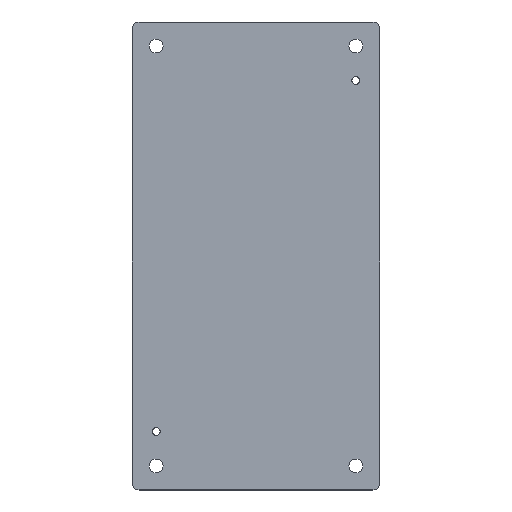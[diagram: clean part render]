
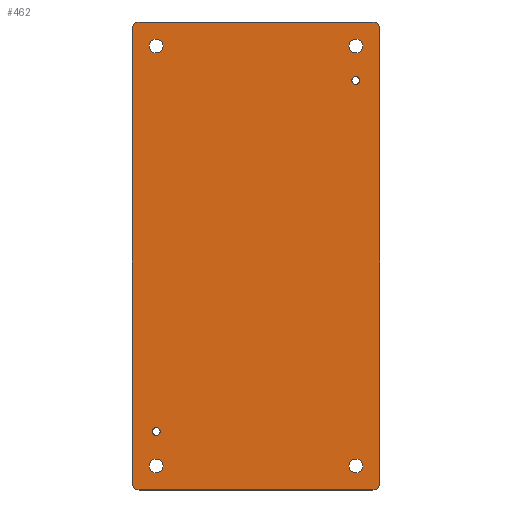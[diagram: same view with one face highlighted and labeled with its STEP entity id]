
A CAD part, top view. The second image highlights one B-rep face of the part: STEP entity #462.
In plain terms, the highlighted planar face has unit normal (0, 0, 1).
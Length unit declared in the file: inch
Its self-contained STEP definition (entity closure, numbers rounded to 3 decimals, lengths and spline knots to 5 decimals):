
#2 = DIRECTION ( 'NONE',  ( 1., 0., 0. ) ) ;
#10 = DIRECTION ( 'NONE',  ( 0., 0., -1. ) ) ;
#11 = VERTEX_POINT ( 'NONE', #488 ) ;
#13 = DIRECTION ( 'NONE',  ( 0., 0., -1. ) ) ;
#15 = DIRECTION ( 'NONE',  ( 0., 0., 1. ) ) ;
#19 = EDGE_CURVE ( 'NONE', #545, #545, #541, .T. ) ;
#28 = FACE_BOUND ( 'NONE', #293, .T. ) ;
#39 = CARTESIAN_POINT ( 'NONE',  ( -4.5, 8.25, 0. ) ) ;
#40 = CARTESIAN_POINT ( 'NONE',  ( -3.625, -6.375, 0. ) ) ;
#47 = AXIS2_PLACEMENT_3D ( 'NONE', #171, #263, #96 ) ;
#51 = CARTESIAN_POINT ( 'NONE',  ( -3.375, 7.625, 0. ) ) ;
#54 = CARTESIAN_POINT ( 'NONE',  ( 4.25, -8.25, 0. ) ) ;
#56 = CARTESIAN_POINT ( 'NONE',  ( -3.625, 7.625, 0. ) ) ;
#59 = DIRECTION ( 'NONE',  ( 1., 0., 0. ) ) ;
#61 = VERTEX_POINT ( 'NONE', #39 ) ;
#62 = VECTOR ( 'NONE', #370, 39.37008 ) ;
#71 = DIRECTION ( 'NONE',  ( 0., 0., -1. ) ) ;
#96 = DIRECTION ( 'NONE',  ( 1., 0., 0. ) ) ;
#99 = EDGE_LOOP ( 'NONE', ( #522 ) ) ;
#105 = VECTOR ( 'NONE', #479, 39.37008 ) ;
#111 = EDGE_CURVE ( 'NONE', #516, #161, #483, .T. ) ;
#112 = AXIS2_PLACEMENT_3D ( 'NONE', #231, #10, #330 ) ;
#113 = ORIENTED_EDGE ( 'NONE', *, *, #484, .T. ) ;
#136 = CARTESIAN_POINT ( 'NONE',  ( -3.375, -7.625, 0. ) ) ;
#139 = EDGE_CURVE ( 'NONE', #381, #508, #539, .T. ) ;
#140 = AXIS2_PLACEMENT_3D ( 'NONE', #583, #174, #579 ) ;
#145 = ORIENTED_EDGE ( 'NONE', *, *, #239, .T. ) ;
#150 = CARTESIAN_POINT ( 'NONE',  ( -4.5, 0., 0. ) ) ;
#152 = ORIENTED_EDGE ( 'NONE', *, *, #353, .T. ) ;
#154 = AXIS2_PLACEMENT_3D ( 'NONE', #182, #15, #59 ) ;
#155 = CARTESIAN_POINT ( 'NONE',  ( 3.875, -7.625, 0. ) ) ;
#158 = ORIENTED_EDGE ( 'NONE', *, *, #111, .T. ) ;
#160 = FACE_BOUND ( 'NONE', #369, .T. ) ;
#161 = VERTEX_POINT ( 'NONE', #301 ) ;
#164 = AXIS2_PLACEMENT_3D ( 'NONE', #40, #71, #486 ) ;
#167 = VERTEX_POINT ( 'NONE', #155 ) ;
#169 = VERTEX_POINT ( 'NONE', #582 ) ;
#171 = CARTESIAN_POINT ( 'NONE',  ( 3.625, -7.625, 0. ) ) ;
#172 = DIRECTION ( 'NONE',  ( 0., 0., -1. ) ) ;
#174 = DIRECTION ( 'NONE',  ( 0., 0., -1. ) ) ;
#179 = CARTESIAN_POINT ( 'NONE',  ( 3.7655, 6.375, 0. ) ) ;
#182 = CARTESIAN_POINT ( 'NONE',  ( 4.25, 8.25, 0. ) ) ;
#183 = ORIENTED_EDGE ( 'NONE', *, *, #238, .T. ) ;
#184 = CIRCLE ( 'NONE', #47, 0.25 ) ;
#187 = EDGE_CURVE ( 'NONE', #405, #405, #463, .T. ) ;
#194 = AXIS2_PLACEMENT_3D ( 'NONE', #339, #295, #398 ) ;
#198 = PLANE ( 'NONE',  #194 ) ;
#199 = ORIENTED_EDGE ( 'NONE', *, *, #216, .T. ) ;
#205 = AXIS2_PLACEMENT_3D ( 'NONE', #54, #275, #464 ) ;
#206 = CARTESIAN_POINT ( 'NONE',  ( 0., -8.5, 0. ) ) ;
#214 = CARTESIAN_POINT ( 'NONE',  ( -4.25, -8.5, 0. ) ) ;
#216 = EDGE_CURVE ( 'NONE', #506, #506, #574, .T. ) ;
#217 = FACE_BOUND ( 'NONE', #534, .T. ) ;
#223 = CARTESIAN_POINT ( 'NONE',  ( 4.5, 8.25, 0. ) ) ;
#224 = DIRECTION ( 'NONE',  ( 0., 0., 1. ) ) ;
#226 = EDGE_CURVE ( 'NONE', #11, #61, #373, .T. ) ;
#227 = DIRECTION ( 'NONE',  ( 1., 0., 0. ) ) ;
#229 = VECTOR ( 'NONE', #553, 39.37008 ) ;
#231 = CARTESIAN_POINT ( 'NONE',  ( 3.625, 6.375, 0. ) ) ;
#232 = LINE ( 'NONE', #316, #62 ) ;
#238 = EDGE_CURVE ( 'NONE', #161, #381, #513, .T. ) ;
#239 = EDGE_CURVE ( 'NONE', #508, #169, #341, .T. ) ;
#243 = VERTEX_POINT ( 'NONE', #413 ) ;
#263 = DIRECTION ( 'NONE',  ( 0., 0., -1. ) ) ;
#267 = AXIS2_PLACEMENT_3D ( 'NONE', #56, #13, #227 ) ;
#271 = CARTESIAN_POINT ( 'NONE',  ( -4.25, -8.25, 0. ) ) ;
#275 = DIRECTION ( 'NONE',  ( 0., 0., 1. ) ) ;
#281 = EDGE_CURVE ( 'NONE', #169, #11, #232, .T. ) ;
#283 = CARTESIAN_POINT ( 'NONE',  ( -4.25, 8.25, 0. ) ) ;
#286 = CIRCLE ( 'NONE', #450, 0.25 ) ;
#293 = EDGE_LOOP ( 'NONE', ( #335 ) ) ;
#295 = DIRECTION ( 'NONE',  ( 0., 0., 1. ) ) ;
#296 = ORIENTED_EDGE ( 'NONE', *, *, #281, .T. ) ;
#298 = CARTESIAN_POINT ( 'NONE',  ( 4.5, -8.25, 0. ) ) ;
#301 = CARTESIAN_POINT ( 'NONE',  ( 4.25, -8.5, 0. ) ) ;
#305 = VECTOR ( 'NONE', #2, 39.37008 ) ;
#306 = CARTESIAN_POINT ( 'NONE',  ( -3.48435, -6.375, 0. ) ) ;
#316 = CARTESIAN_POINT ( 'NONE',  ( 0., 8.5, 0. ) ) ;
#329 = EDGE_LOOP ( 'NONE', ( #152, #525, #158, #183, #568, #145, #296, #466 ) ) ;
#330 = DIRECTION ( 'NONE',  ( 1., 0., 0. ) ) ;
#335 = ORIENTED_EDGE ( 'NONE', *, *, #499, .T. ) ;
#337 = ORIENTED_EDGE ( 'NONE', *, *, #19, .T. ) ;
#339 = CARTESIAN_POINT ( 'NONE',  ( 0., 0., 0. ) ) ;
#341 = CIRCLE ( 'NONE', #154, 0.25 ) ;
#345 = EDGE_CURVE ( 'NONE', #243, #516, #286, .T. ) ;
#349 = FACE_BOUND ( 'NONE', #99, .T. ) ;
#353 = EDGE_CURVE ( 'NONE', #61, #243, #557, .T. ) ;
#365 = DIRECTION ( 'NONE',  ( 0., 0., 1. ) ) ;
#369 = EDGE_LOOP ( 'NONE', ( #337 ) ) ;
#370 = DIRECTION ( 'NONE',  ( -1., 0., 0. ) ) ;
#372 = DIRECTION ( 'NONE',  ( 1., 0., 0. ) ) ;
#373 = CIRCLE ( 'NONE', #492, 0.25 ) ;
#381 = VERTEX_POINT ( 'NONE', #298 ) ;
#383 = DIRECTION ( 'NONE',  ( 1., 0., 0. ) ) ;
#384 = EDGE_CURVE ( 'NONE', #503, #503, #436, .T. ) ;
#398 = DIRECTION ( 'NONE',  ( 1., 0., 0. ) ) ;
#402 = FACE_BOUND ( 'NONE', #431, .T. ) ;
#405 = VERTEX_POINT ( 'NONE', #179 ) ;
#413 = CARTESIAN_POINT ( 'NONE',  ( -4.5, -8.25, 0. ) ) ;
#415 = DIRECTION ( 'NONE',  ( 1., 0., 0. ) ) ;
#422 = ORIENTED_EDGE ( 'NONE', *, *, #384, .T. ) ;
#428 = CARTESIAN_POINT ( 'NONE',  ( 4.5, 0., 0. ) ) ;
#431 = EDGE_LOOP ( 'NONE', ( #199 ) ) ;
#433 = FACE_OUTER_BOUND ( 'NONE', #329, .T. ) ;
#436 = CIRCLE ( 'NONE', #164, 0.14065 ) ;
#439 = FACE_BOUND ( 'NONE', #530, .T. ) ;
#448 = AXIS2_PLACEMENT_3D ( 'NONE', #524, #172, #383 ) ;
#450 = AXIS2_PLACEMENT_3D ( 'NONE', #271, #365, #372 ) ;
#462 = ADVANCED_FACE ( 'NONE', ( #160, #349, #439, #217, #402, #28, #433 ), #198, .T. ) ;
#463 = CIRCLE ( 'NONE', #112, 0.1405 ) ;
#464 = DIRECTION ( 'NONE',  ( 1., 0., 0. ) ) ;
#466 = ORIENTED_EDGE ( 'NONE', *, *, #226, .T. ) ;
#476 = CIRCLE ( 'NONE', #140, 0.25 ) ;
#479 = DIRECTION ( 'NONE',  ( 0., 1., 0. ) ) ;
#483 = LINE ( 'NONE', #206, #305 ) ;
#484 = EDGE_CURVE ( 'NONE', #576, #576, #476, .T. ) ;
#486 = DIRECTION ( 'NONE',  ( 1., 0., 0. ) ) ;
#487 = CARTESIAN_POINT ( 'NONE',  ( 3.875, 7.625, 0. ) ) ;
#488 = CARTESIAN_POINT ( 'NONE',  ( -4.25, 8.5, 0. ) ) ;
#492 = AXIS2_PLACEMENT_3D ( 'NONE', #283, #224, #415 ) ;
#499 = EDGE_CURVE ( 'NONE', #167, #167, #184, .T. ) ;
#503 = VERTEX_POINT ( 'NONE', #306 ) ;
#506 = VERTEX_POINT ( 'NONE', #51 ) ;
#508 = VERTEX_POINT ( 'NONE', #223 ) ;
#513 = CIRCLE ( 'NONE', #205, 0.25 ) ;
#516 = VERTEX_POINT ( 'NONE', #214 ) ;
#522 = ORIENTED_EDGE ( 'NONE', *, *, #187, .T. ) ;
#524 = CARTESIAN_POINT ( 'NONE',  ( -3.625, -7.625, 0. ) ) ;
#525 = ORIENTED_EDGE ( 'NONE', *, *, #345, .T. ) ;
#530 = EDGE_LOOP ( 'NONE', ( #422 ) ) ;
#534 = EDGE_LOOP ( 'NONE', ( #113 ) ) ;
#539 = LINE ( 'NONE', #428, #105 ) ;
#541 = CIRCLE ( 'NONE', #448, 0.25 ) ;
#545 = VERTEX_POINT ( 'NONE', #136 ) ;
#553 = DIRECTION ( 'NONE',  ( 0., -1., 0. ) ) ;
#557 = LINE ( 'NONE', #150, #229 ) ;
#568 = ORIENTED_EDGE ( 'NONE', *, *, #139, .T. ) ;
#574 = CIRCLE ( 'NONE', #267, 0.25 ) ;
#576 = VERTEX_POINT ( 'NONE', #487 ) ;
#579 = DIRECTION ( 'NONE',  ( 1., 0., 0. ) ) ;
#582 = CARTESIAN_POINT ( 'NONE',  ( 4.25, 8.5, 0. ) ) ;
#583 = CARTESIAN_POINT ( 'NONE',  ( 3.625, 7.625, 0. ) ) ;
